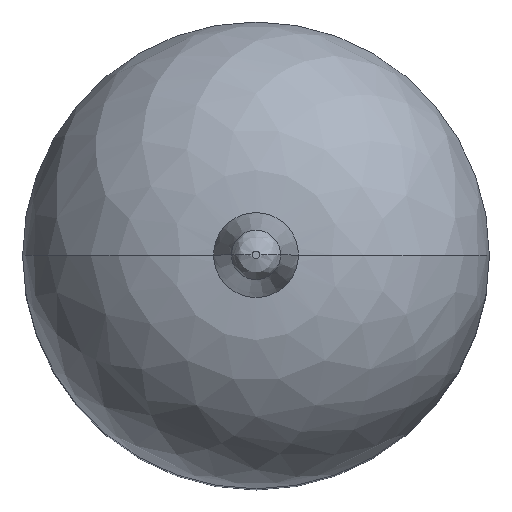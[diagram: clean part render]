
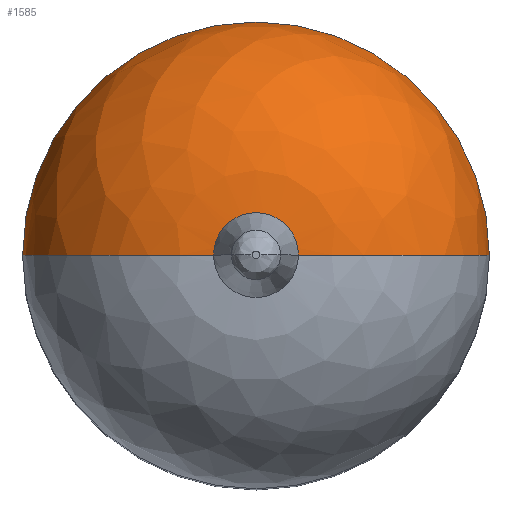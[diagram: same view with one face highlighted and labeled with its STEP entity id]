
A CAD part, top view. The second image highlights one B-rep face of the part: STEP entity #1585.
In plain terms, the highlighted free-form (B-spline) face has degree [2, 2] with [5, 9] control points.
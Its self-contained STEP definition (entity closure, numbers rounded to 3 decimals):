
#1363=CARTESIAN_POINT('',(-11.0,0.,49.2));
#1364=VERTEX_POINT('',#1363);
#1365=CARTESIAN_POINT('',(-2.0,0.,58.2));
#1366=VERTEX_POINT('',#1365);
#1367=CARTESIAN_POINT('',(-2.0,0.,49.2));
#1368=DIRECTION('',(0.0,1.0,0.0));
#1369=DIRECTION('',(-1.0,0.0,0.0));
#1370=AXIS2_PLACEMENT_3D('',#1367,#1368,#1369);
#1371=CIRCLE('',#1370,9.0);
#1372=EDGE_CURVE('',#1364,#1366,#1371,.T.);
#1374=CARTESIAN_POINT('',(11.0,0.,49.2));
#1375=VERTEX_POINT('',#1374);
#1383=CARTESIAN_POINT('',(2.0,0.,58.2));
#1384=VERTEX_POINT('',#1383);
#1385=CARTESIAN_POINT('',(2.0,0.,49.2));
#1386=DIRECTION('',(0.0,-1.0,0.0));
#1387=DIRECTION('',(1.0,0.0,0.0));
#1388=AXIS2_PLACEMENT_3D('',#1385,#1386,#1387);
#1389=CIRCLE('',#1388,9.0);
#1390=EDGE_CURVE('',#1375,#1384,#1389,.T.);
#1500=CARTESIAN_POINT('',(0.0,0.,49.2));
#1501=DIRECTION('',(0.0,0.0,1.0));
#1502=DIRECTION('',(-1.0,0.0,0.0));
#1503=AXIS2_PLACEMENT_3D('',#1500,#1501,#1502);
#1504=CIRCLE('',#1503,11.0);
#1505=EDGE_CURVE('',#1375,#1364,#1504,.T.);
#1520=CARTESIAN_POINT('',(0.,0.,57.975));
#1521=CARTESIAN_POINT('',(4.225,0.,58.938));
#1522=CARTESIAN_POINT('',(7.612,0.,56.236));
#1523=CARTESIAN_POINT('',(11.0,0.,53.533));
#1524=CARTESIAN_POINT('',(11.0,0.,49.2));
#1525=CARTESIAN_POINT('',(0.,0.,57.975));
#1526=CARTESIAN_POINT('',(4.225,4.225,58.938));
#1527=CARTESIAN_POINT('',(7.612,7.612,56.236));
#1528=CARTESIAN_POINT('',(11.,11.0,53.533));
#1529=CARTESIAN_POINT('',(11.,11.0,49.2));
#1530=CARTESIAN_POINT('',(0.0,0.,57.975));
#1531=CARTESIAN_POINT('',(0.,4.225,58.938));
#1532=CARTESIAN_POINT('',(0.,7.612,56.236));
#1533=CARTESIAN_POINT('',(0.,11.0,53.533));
#1534=CARTESIAN_POINT('',(0.,11.0,49.2));
#1535=CARTESIAN_POINT('',(0.,0.,57.975));
#1536=CARTESIAN_POINT('',(-4.225,4.225,58.938));
#1537=CARTESIAN_POINT('',(-7.612,7.612,56.236));
#1538=CARTESIAN_POINT('',(-11.0,11.,53.533));
#1539=CARTESIAN_POINT('',(-11.0,11.,49.2));
#1540=CARTESIAN_POINT('',(0.,0.,57.975));
#1541=CARTESIAN_POINT('',(-4.225,0.,58.938));
#1542=CARTESIAN_POINT('',(-7.612,0.,56.236));
#1543=CARTESIAN_POINT('',(-11.0,0.,53.533));
#1544=CARTESIAN_POINT('',(-11.0,0.,49.2));
#1545=CARTESIAN_POINT('',(0.,0.,57.975));
#1546=CARTESIAN_POINT('',(-4.225,-4.225,58.938));
#1547=CARTESIAN_POINT('',(-7.612,-7.612,56.236));
#1548=CARTESIAN_POINT('',(-11.,-11.0,53.533));
#1549=CARTESIAN_POINT('',(-11.,-11.0,49.2));
#1550=CARTESIAN_POINT('',(0.0,0.,57.975));
#1551=CARTESIAN_POINT('',(0.,-4.225,58.938));
#1552=CARTESIAN_POINT('',(0.,-7.612,56.236));
#1553=CARTESIAN_POINT('',(0.,-11.0,53.533));
#1554=CARTESIAN_POINT('',(0.,-11.0,49.2));
#1555=CARTESIAN_POINT('',(0.,0.,57.975));
#1556=CARTESIAN_POINT('',(4.225,-4.225,58.938));
#1557=CARTESIAN_POINT('',(7.612,-7.612,56.236));
#1558=CARTESIAN_POINT('',(11.0,-11.,53.533));
#1559=CARTESIAN_POINT('',(11.0,-11.,49.2));
#1560=CARTESIAN_POINT('',(0.,0.,57.975));
#1561=CARTESIAN_POINT('',(4.225,0.,58.938));
#1562=CARTESIAN_POINT('',(7.612,0.,56.236));
#1563=CARTESIAN_POINT('',(11.0,0.,53.533));
#1564=CARTESIAN_POINT('',(11.0,0.,49.2));
#1572=(BOUNDED_SURFACE()B_SPLINE_SURFACE(2,2,((#1520,#1525,#1530,#1535,#1540,#1545,#1550,#1555,#1560),(#1521,#1526,#1531,#1536,#1541,#1546,#1551,#1556,#1561),(#1522,#1527,#1532,#1537,#1542,#1547,#1552,#1557,#1562),(#1523,#1528,#1533,#1538,#1543,#1548,#1553,#1558,#1563),(#1524,#1529,#1534,#1539,#1544,#1549,#1554,#1559,#1564)),.UNSPECIFIED.,.F.,.T.,.U.)B_SPLINE_SURFACE_WITH_KNOTS((3,2,3),(3,2,2,2,3),(-1.795,-0.897,0.0),(0.0,1.571,3.142,4.712,6.283),.UNSPECIFIED.)GEOMETRIC_REPRESENTATION_ITEM()RATIONAL_B_SPLINE_SURFACE(((1.0,0.707,1.0,0.707,1.0,0.707,1.0,0.707,1.0),(0.901,0.637,0.901,0.637,0.901,0.637,0.901,0.637,0.901),(1.0,0.707,1.0,0.707,1.0,0.707,1.0,0.707,1.0),(0.901,0.637,0.901,0.637,0.901,0.637,0.901,0.637,0.901),(1.0,0.707,1.0,0.707,1.0,0.707,1.0,0.707,1.0)))REPRESENTATION_ITEM('')SURFACE());
#1573=ORIENTED_EDGE('',*,*,#1372,.T.);
#1574=CARTESIAN_POINT('',(0.0,0.,58.2));
#1575=DIRECTION('',(0.0,0.0,-1.0));
#1576=DIRECTION('',(-1.0,0.0,0.0));
#1577=AXIS2_PLACEMENT_3D('',#1574,#1575,#1576);
#1578=CIRCLE('',#1577,2.0);
#1579=EDGE_CURVE('',#1366,#1384,#1578,.T.);
#1580=ORIENTED_EDGE('',*,*,#1579,.T.);
#1581=ORIENTED_EDGE('',*,*,#1390,.F.);
#1582=ORIENTED_EDGE('',*,*,#1505,.T.);
#1583=EDGE_LOOP('',(#1573,#1580,#1581,#1582));
#1584=FACE_OUTER_BOUND('',#1583,.T.);
#1585=ADVANCED_FACE('',(#1584),#1572,.T.);
